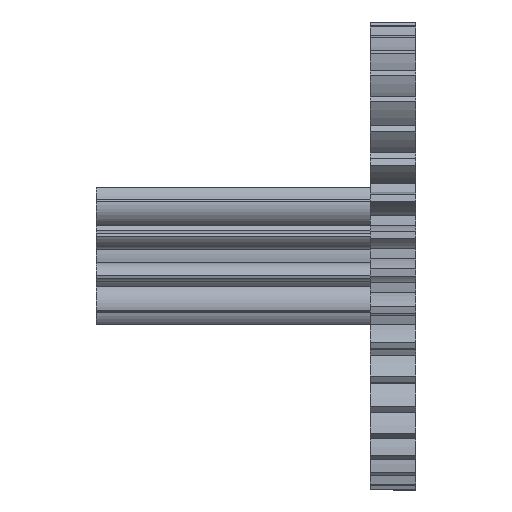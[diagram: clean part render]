
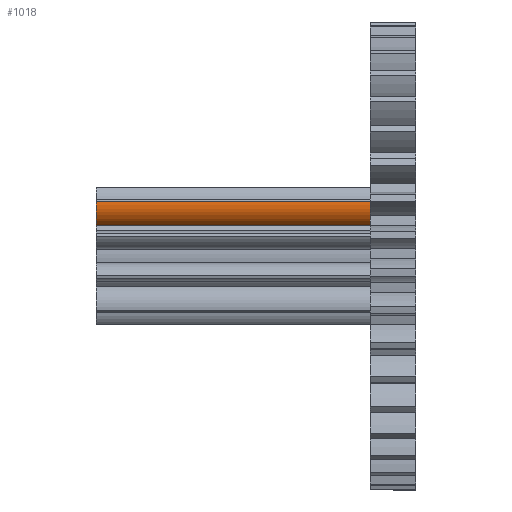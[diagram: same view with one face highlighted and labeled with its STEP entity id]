
A CAD part, left-side view. The second image highlights one B-rep face of the part: STEP entity #1018.
In plain terms, the highlighted cylindrical face has radius 0.5 mm (diameter 1 mm), a partial arc.
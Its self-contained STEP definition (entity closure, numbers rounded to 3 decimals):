
#398 = VERTEX_POINT ( 'NONE', #4402 ) ;
#439 = CARTESIAN_POINT ( 'NONE',  ( 3., 0.908, 1.194 ) ) ;
#494 = DIRECTION ( 'NONE',  ( -1., 0., 0. ) ) ;
#675 = AXIS2_PLACEMENT_3D ( 'NONE', #5797, #494, #6841 ) ;
#788 = VERTEX_POINT ( 'NONE', #5610 ) ;
#859 = VERTEX_POINT ( 'NONE', #5579 ) ;
#973 = DIRECTION ( 'NONE',  ( 0., 0.588, -0.809 ) ) ;
#1018 = ADVANCED_FACE ( 'NONE', ( #1039 ), #5688, .T. ) ;
#1039 = FACE_OUTER_BOUND ( 'NONE', #6921, .T. ) ;
#1170 = VERTEX_POINT ( 'NONE', #7060 ) ;
#1371 = VECTOR ( 'NONE', #7137, 1000. ) ;
#1401 = CARTESIAN_POINT ( 'NONE',  ( 0., 0.417, 1.098 ) ) ;
#2205 = EDGE_CURVE ( 'NONE', #788, #859, #6661, .T. ) ;
#2220 = LINE ( 'NONE', #439, #2894 ) ;
#2357 = ORIENTED_EDGE ( 'NONE', *, *, #5115, .T. ) ;
#2894 = VECTOR ( 'NONE', #4601, 1000. ) ;
#3168 = EDGE_CURVE ( 'NONE', #1170, #788, #2220, .T. ) ;
#3643 = AXIS2_PLACEMENT_3D ( 'NONE', #3884, #6178, #973 ) ;
#3884 = CARTESIAN_POINT ( 'NONE',  ( 6., 0.417, 1.098 ) ) ;
#4061 = EDGE_CURVE ( 'NONE', #398, #1170, #5807, .T. ) ;
#4372 = DIRECTION ( 'NONE',  ( 1., 0., 0. ) ) ;
#4402 = CARTESIAN_POINT ( 'NONE',  ( 0., 0.662, 0.662 ) ) ;
#4601 = DIRECTION ( 'NONE',  ( 1., 0., 0. ) ) ;
#4708 = AXIS2_PLACEMENT_3D ( 'NONE', #1401, #4372, #7209 ) ;
#4811 = ORIENTED_EDGE ( 'NONE', *, *, #4061, .T. ) ;
#5115 = EDGE_CURVE ( 'NONE', #859, #398, #5433, .T. ) ;
#5278 = ORIENTED_EDGE ( 'NONE', *, *, #2205, .T. ) ;
#5433 = LINE ( 'NONE', #5935, #1371 ) ;
#5579 = CARTESIAN_POINT ( 'NONE',  ( 6., 0.662, 0.662 ) ) ;
#5610 = CARTESIAN_POINT ( 'NONE',  ( 6., 0.908, 1.194 ) ) ;
#5688 = CYLINDRICAL_SURFACE ( 'NONE', #675, 0.5 ) ;
#5797 = CARTESIAN_POINT ( 'NONE',  ( 6., 0.417, 1.098 ) ) ;
#5804 = ORIENTED_EDGE ( 'NONE', *, *, #3168, .T. ) ;
#5807 = CIRCLE ( 'NONE', #4708, 0.5 ) ;
#5935 = CARTESIAN_POINT ( 'NONE',  ( 6., 0.662, 0.662 ) ) ;
#6178 = DIRECTION ( 'NONE',  ( -1., 0., 0. ) ) ;
#6661 = CIRCLE ( 'NONE', #3643, 0.5 ) ;
#6841 = DIRECTION ( 'NONE',  ( 0., 0., 1. ) ) ;
#6921 = EDGE_LOOP ( 'NONE', ( #5804, #5278, #2357, #4811 ) ) ;
#7060 = CARTESIAN_POINT ( 'NONE',  ( 0., 0.908, 1.194 ) ) ;
#7137 = DIRECTION ( 'NONE',  ( -1., 0., 0. ) ) ;
#7209 = DIRECTION ( 'NONE',  ( 0., 0., -1. ) ) ;
